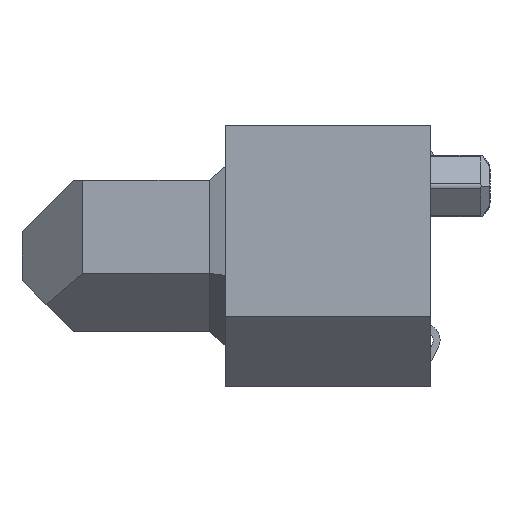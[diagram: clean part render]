
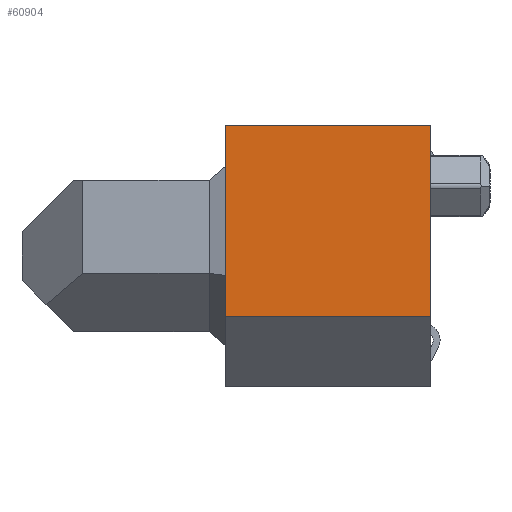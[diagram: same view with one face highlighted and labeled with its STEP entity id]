
A CAD part, left-side view. The second image highlights one B-rep face of the part: STEP entity #60904.
In plain terms, the highlighted planar face has unit normal (-1, 0, 0).
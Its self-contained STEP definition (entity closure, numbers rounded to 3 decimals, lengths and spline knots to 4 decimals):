
#1=DIRECTION('',(0.,-1.,0.));
#2=VECTOR('',#1,4.4);
#3=CARTESIAN_POINT('',(-19.,4.4,-1.3));
#4=LINE('',#3,#2);
#5=DIRECTION('',(0.,0.,1.));
#6=VECTOR('',#5,4.1);
#7=CARTESIAN_POINT('',(-19.,4.4,-1.3));
#8=LINE('',#7,#6);
#9=DIRECTION('',(0.,-1.,0.));
#10=VECTOR('',#9,4.4);
#11=CARTESIAN_POINT('',(-19.,4.4,2.8));
#12=LINE('',#11,#10);
#13=DIRECTION('',(0.,0.,-1.));
#14=VECTOR('',#13,4.1);
#15=CARTESIAN_POINT('',(-19.,0.,2.8));
#16=LINE('',#15,#14);
#47199=CARTESIAN_POINT('',(-19.,4.4,2.8));
#47200=CARTESIAN_POINT('',(-19.,0.,2.8));
#47201=VERTEX_POINT('',#47199);
#47202=VERTEX_POINT('',#47200);
#47211=CARTESIAN_POINT('',(-19.,0.,-1.3));
#47213=VERTEX_POINT('',#47211);
#47217=CARTESIAN_POINT('',(-19.,4.4,-1.3));
#47218=VERTEX_POINT('',#47217);
#60889=CARTESIAN_POINT('',(-19.,0.,0.));
#60890=DIRECTION('',(1.,0.,0.));
#60891=DIRECTION('',(0.,0.,-1.));
#60892=AXIS2_PLACEMENT_3D('',#60889,#60890,#60891);
#60893=PLANE('',#60892);
#60895=ORIENTED_EDGE('',*,*,#60894,.F.);
#60897=ORIENTED_EDGE('',*,*,#60896,.T.);
#60899=ORIENTED_EDGE('',*,*,#60898,.T.);
#60901=ORIENTED_EDGE('',*,*,#60900,.T.);
#60902=EDGE_LOOP('',(#60895,#60897,#60899,#60901));
#60903=FACE_OUTER_BOUND('',#60902,.F.);
#60894=EDGE_CURVE('',#47218,#47213,#4,.T.);
#60896=EDGE_CURVE('',#47218,#47201,#8,.T.);
#60898=EDGE_CURVE('',#47201,#47202,#12,.T.);
#60900=EDGE_CURVE('',#47202,#47213,#16,.T.);
#60904=ADVANCED_FACE('',(#60903),#60893,.F.);
